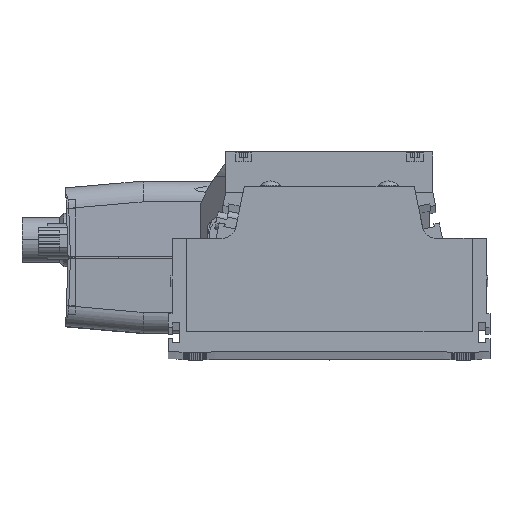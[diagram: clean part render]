
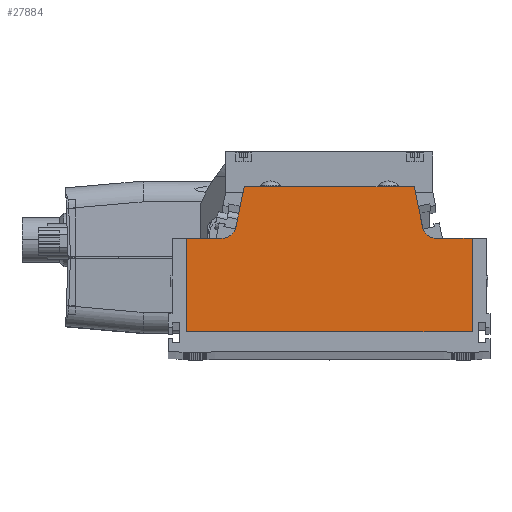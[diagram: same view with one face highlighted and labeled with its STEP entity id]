
A CAD part, top view. The second image highlights one B-rep face of the part: STEP entity #27884.
In plain terms, the highlighted planar face has unit normal (0, 0, 1).
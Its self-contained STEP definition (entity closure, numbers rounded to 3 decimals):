
#138 = EDGE_CURVE ( 'NONE', #10632, #33188, #13551, .T. ) ;
#271 = CARTESIAN_POINT ( 'NONE',  ( 23.784, 17.45, 1222.5 ) ) ;
#459 = DIRECTION ( 'NONE',  ( 1., 0., 0. ) ) ;
#1779 = VERTEX_POINT ( 'NONE', #2983 ) ;
#2116 = ORIENTED_EDGE ( 'NONE', *, *, #24892, .F. ) ;
#2332 = CARTESIAN_POINT ( 'NONE',  ( -26.797, 3., 1222.5 ) ) ;
#2615 = DIRECTION ( 'NONE',  ( 0., -1., 0. ) ) ;
#2733 = CARTESIAN_POINT ( 'NONE',  ( -40., -23.13, 1222.5 ) ) ;
#2983 = CARTESIAN_POINT ( 'NONE',  ( -40., -23.13, 1222.5 ) ) ;
#3343 = EDGE_CURVE ( 'NONE', #7408, #33188, #15082, .T. ) ;
#3728 = DIRECTION ( 'NONE',  ( 0., 0., -1. ) ) ;
#3782 = CARTESIAN_POINT ( 'NONE',  ( -23.784, 17.45, 1222.5 ) ) ;
#6050 = DIRECTION ( 'NONE',  ( -1., 0., 0. ) ) ;
#6625 = LINE ( 'NONE', #32724, #35892 ) ;
#7279 = CARTESIAN_POINT ( 'NONE',  ( 30.049, 3., 1222.5 ) ) ;
#7408 = VERTEX_POINT ( 'NONE', #28236 ) ;
#8544 = CARTESIAN_POINT ( 'NONE',  ( -26.133, 6.184, 1222.5 ) ) ;
#8648 = EDGE_CURVE ( 'NONE', #20287, #23323, #32319, .T. ) ;
#8697 = VECTOR ( 'NONE', #10699, 1000. ) ;
#9133 = VERTEX_POINT ( 'NONE', #31495 ) ;
#9606 = ORIENTED_EDGE ( 'NONE', *, *, #35620, .T. ) ;
#9800 = CARTESIAN_POINT ( 'NONE',  ( -30.049, 7., 1222.5 ) ) ;
#10183 = DIRECTION ( 'NONE',  ( -1., 0., 0. ) ) ;
#10632 = VERTEX_POINT ( 'NONE', #7279 ) ;
#10699 = DIRECTION ( 'NONE',  ( 0., -1., 0. ) ) ;
#12594 = VECTOR ( 'NONE', #25698, 1000. ) ;
#13551 = CIRCLE ( 'NONE', #34731, 4. ) ;
#13689 = VECTOR ( 'NONE', #2615, 1000. ) ;
#14293 = CARTESIAN_POINT ( 'NONE',  ( -40., 84.488, 1222.5 ) ) ;
#14601 = DIRECTION ( 'NONE',  ( -1., 0., 0. ) ) ;
#14628 = ORIENTED_EDGE ( 'NONE', *, *, #28292, .F. ) ;
#15082 = LINE ( 'NONE', #271, #22312 ) ;
#15597 = CARTESIAN_POINT ( 'NONE',  ( 26.133, 6.184, 1222.5 ) ) ;
#15712 = AXIS2_PLACEMENT_3D ( 'NONE', #9800, #36290, #10183 ) ;
#15801 = DIRECTION ( 'NONE',  ( -1., 0., 0. ) ) ;
#16535 = EDGE_LOOP ( 'NONE', ( #2116, #27327, #30300, #20941, #29984, #26311, #9606, #28609, #33558, #14628 ) ) ;
#17369 = VECTOR ( 'NONE', #14601, 1000. ) ;
#18344 = VECTOR ( 'NONE', #35244, 1000. ) ;
#18730 = PLANE ( 'NONE',  #27893 ) ;
#19787 = EDGE_CURVE ( 'NONE', #22499, #10632, #6625, .T. ) ;
#20287 = VERTEX_POINT ( 'NONE', #32678 ) ;
#20745 = DIRECTION ( 'NONE',  ( 0.204, -0.979, 0. ) ) ;
#20941 = ORIENTED_EDGE ( 'NONE', *, *, #3343, .F. ) ;
#21105 = VERTEX_POINT ( 'NONE', #33490 ) ;
#21398 = VERTEX_POINT ( 'NONE', #8544 ) ;
#21566 = CARTESIAN_POINT ( 'NONE',  ( 30.049, 7., 1222.5 ) ) ;
#22312 = VECTOR ( 'NONE', #20745, 1000. ) ;
#22499 = VERTEX_POINT ( 'NONE', #25701 ) ;
#23183 = CIRCLE ( 'NONE', #15712, 4. ) ;
#23253 = LINE ( 'NONE', #14293, #13689 ) ;
#23323 = VERTEX_POINT ( 'NONE', #36728 ) ;
#23552 = CARTESIAN_POINT ( 'NONE',  ( -40., 3., 1222.5 ) ) ;
#24892 = EDGE_CURVE ( 'NONE', #22499, #21105, #28053, .T. ) ;
#25187 = EDGE_CURVE ( 'NONE', #23323, #1779, #23253, .T. ) ;
#25698 = DIRECTION ( 'NONE',  ( 0.204, 0.979, 0. ) ) ;
#25701 = CARTESIAN_POINT ( 'NONE',  ( 40., 3., 1222.5 ) ) ;
#26311 = ORIENTED_EDGE ( 'NONE', *, *, #31656, .F. ) ;
#27214 = DIRECTION ( 'NONE',  ( -1., 0., 0. ) ) ;
#27327 = ORIENTED_EDGE ( 'NONE', *, *, #19787, .T. ) ;
#27884 = ADVANCED_FACE ( 'NONE', ( #29846 ), #18730, .F. ) ;
#27893 = AXIS2_PLACEMENT_3D ( 'NONE', #30609, #3728, #15801 ) ;
#28053 = LINE ( 'NONE', #28433, #8697 ) ;
#28236 = CARTESIAN_POINT ( 'NONE',  ( 23.784, 17.45, 1222.5 ) ) ;
#28292 = EDGE_CURVE ( 'NONE', #21105, #1779, #29426, .T. ) ;
#28433 = CARTESIAN_POINT ( 'NONE',  ( 40., 84.488, 1222.5 ) ) ;
#28609 = ORIENTED_EDGE ( 'NONE', *, *, #8648, .T. ) ;
#29377 = LINE ( 'NONE', #3782, #29444 ) ;
#29426 = LINE ( 'NONE', #2733, #17369 ) ;
#29444 = VECTOR ( 'NONE', #459, 1000. ) ;
#29846 = FACE_OUTER_BOUND ( 'NONE', #16535, .T. ) ;
#29984 = ORIENTED_EDGE ( 'NONE', *, *, #32295, .F. ) ;
#30300 = ORIENTED_EDGE ( 'NONE', *, *, #138, .T. ) ;
#30536 = DIRECTION ( 'NONE',  ( 0., 0., -1. ) ) ;
#30609 = CARTESIAN_POINT ( 'NONE',  ( -40., 84.488, 1222.5 ) ) ;
#31495 = CARTESIAN_POINT ( 'NONE',  ( -23.784, 17.45, 1222.5 ) ) ;
#31656 = EDGE_CURVE ( 'NONE', #21398, #9133, #31743, .T. ) ;
#31743 = LINE ( 'NONE', #2332, #12594 ) ;
#32295 = EDGE_CURVE ( 'NONE', #9133, #7408, #29377, .T. ) ;
#32319 = LINE ( 'NONE', #23552, #18344 ) ;
#32678 = CARTESIAN_POINT ( 'NONE',  ( -30.049, 3., 1222.5 ) ) ;
#32724 = CARTESIAN_POINT ( 'NONE',  ( -40., 3., 1222.5 ) ) ;
#33188 = VERTEX_POINT ( 'NONE', #15597 ) ;
#33490 = CARTESIAN_POINT ( 'NONE',  ( 40., -23.13, 1222.5 ) ) ;
#33558 = ORIENTED_EDGE ( 'NONE', *, *, #25187, .T. ) ;
#34731 = AXIS2_PLACEMENT_3D ( 'NONE', #21566, #30536, #27214 ) ;
#35244 = DIRECTION ( 'NONE',  ( -1., 0., 0. ) ) ;
#35620 = EDGE_CURVE ( 'NONE', #21398, #20287, #23183, .T. ) ;
#35892 = VECTOR ( 'NONE', #6050, 1000. ) ;
#36290 = DIRECTION ( 'NONE',  ( 0., 0., -1. ) ) ;
#36728 = CARTESIAN_POINT ( 'NONE',  ( -40., 3., 1222.5 ) ) ;
